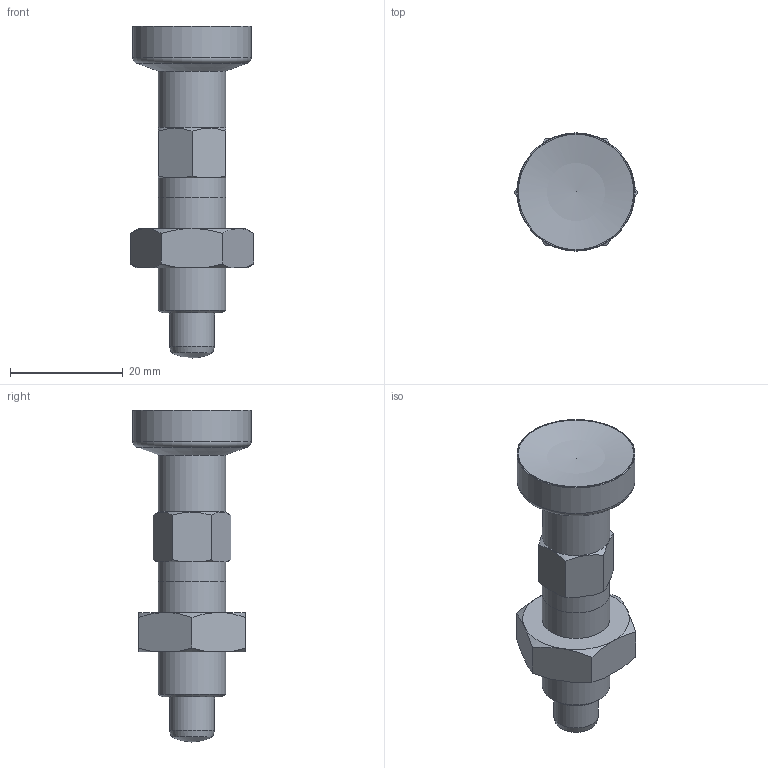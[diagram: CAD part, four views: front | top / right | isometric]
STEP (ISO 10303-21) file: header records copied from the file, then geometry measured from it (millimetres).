
FILE_DESCRIPTION( ( 'Unknown' ), '1' );
FILE_NAME( '7747766_PSD_21_C.stp', 'Unknown', ( 'Unknown' ), ( 'Unknown' ), 'PSStep 14.0', 'Unknown', ' ' );
FILE_SCHEMA( ( 'AUTOMOTIVE_DESIGN { 1 0 10303 214 1 1 1 1 }' ) );
Length unit declared in the file: millimetre
Products named in the file (1): PSD21_stampato
Bounding box: 21.94 x 21 x 59 mm (x, y, z)
Volume: 9106.5 mm3; surface area: 3539.8 mm2
Topology: 1 solids, 1 shells, 57 faces, 137 edges, 85 vertices
Faces by surface type: cone 24, plane 23, cylinder 6, torus 2, sphere 2
Full cylindrical faces by diameter (mm): 8 x1, 12 x4, 21 x1
Entity records: 2096 total; most frequent: CARTESIAN_POINT 460, DIRECTION 230, ORIENTED_EDGE 228, EDGE_CURVE 114, AXIS2_PLACEMENT_3D 100, VERTEX_POINT 78, EDGE_LOOP 76, FACE_OUTER_BOUND 65
